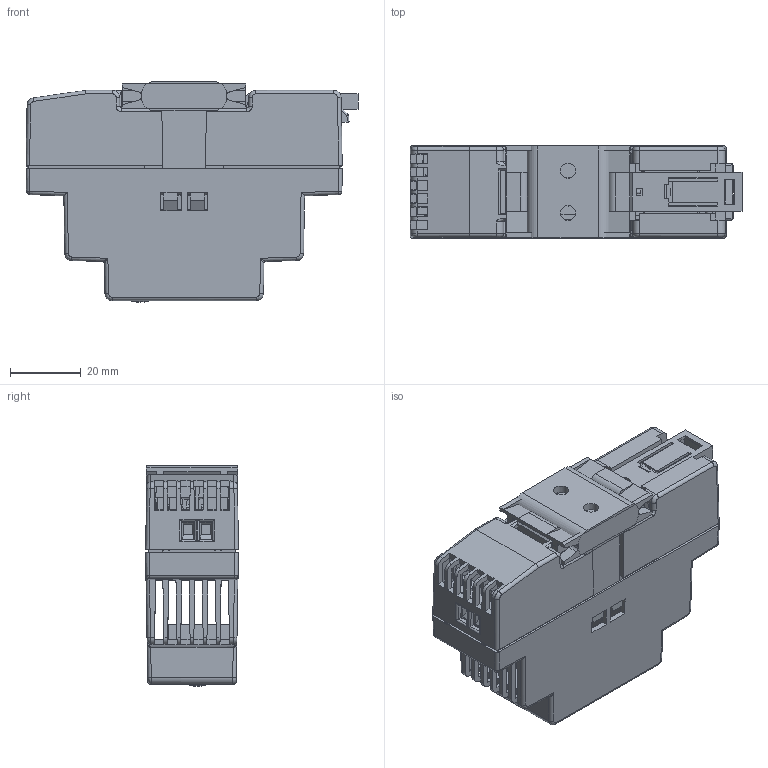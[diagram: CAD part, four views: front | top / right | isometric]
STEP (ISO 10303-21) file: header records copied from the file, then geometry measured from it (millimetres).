
FILE_DESCRIPTION( ( 'Unknown' ), '1' );
FILE_NAME( 'TBLC_15.stp', 'Unknown', ( 'Unknown' ), ( 'Unknown' ), 'PSStep 14.0', 'Unknown', ' ' );
FILE_SCHEMA( ( 'AUTOMOTIVE_DESIGN { 1 0 10303 214 1 1 1 1 }' ) );
Length unit declared in the file: millimetre
Products named in the file (8): Assem1; MODULE; Wall_Mount
Bounding box: 93.97 x 26.32 x 62.49 mm (x, y, z)
Volume: 60305.2 mm3; surface area: 80197.1 mm2
Topology: 14 solids, 14 shells, 3188 faces, 9086 edges, 5882 vertices
Faces by surface type: plane 2430, cylinder 520, bspline 56, cone 54, torus 50, sphere 46, revolution 32
Full cylindrical faces by diameter (mm): 0.254 x4, 0.305 x2, 0.406 x2, 0.457 x6, 0.66 x2, 1 x2, 2.845 x2, 2.946 x2, 2.997 x2, 3.505 x2, 3.85 x10, 3.95 x8, 4.05 x10, 4.3 x4
Entity records: 67805 total; most frequent: CARTESIAN_POINT 12928, ORIENTED_EDGE 8898, DIRECTION 7866, EDGE_CURVE 4449, LINE 3646, VECTOR 3646, VERTEX_POINT 2909, AXIS2_PLACEMENT_3D 2102
